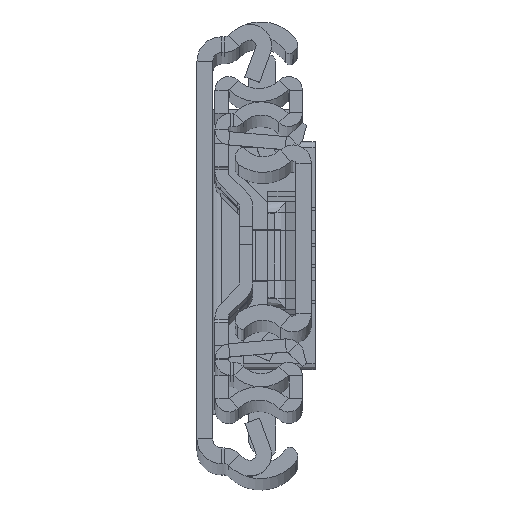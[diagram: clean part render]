
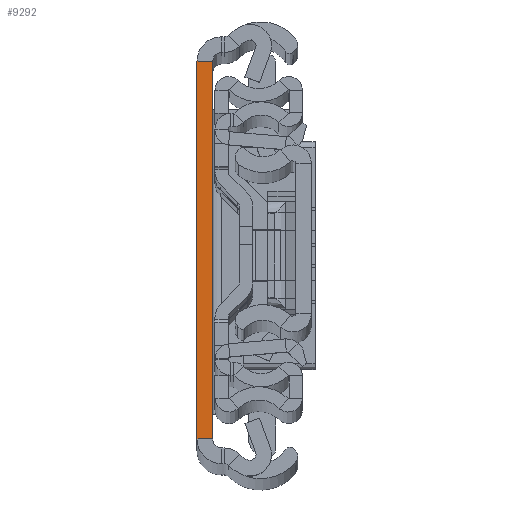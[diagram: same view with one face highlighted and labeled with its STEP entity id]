
A CAD part, top view. The second image highlights one B-rep face of the part: STEP entity #9292.
In plain terms, the highlighted planar face has unit normal (0, 0, 1).
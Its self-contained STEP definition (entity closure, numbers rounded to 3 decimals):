
#955 = ORIENTED_EDGE ( 'NONE', *, *, #10822, .T. ) ;
#1236 = DIRECTION ( 'NONE',  ( 0., 1., 0. ) ) ;
#1277 = VERTEX_POINT ( 'NONE', #12674 ) ;
#1732 = LINE ( 'NONE', #3270, #8745 ) ;
#1869 = ORIENTED_EDGE ( 'NONE', *, *, #16853, .F. ) ;
#3270 = CARTESIAN_POINT ( 'NONE',  ( 2.6, 31.5, 0. ) ) ;
#3987 = FACE_OUTER_BOUND ( 'NONE', #13205, .T. ) ;
#4651 = EDGE_CURVE ( 'NONE', #15727, #1277, #1732, .T. ) ;
#4841 = CARTESIAN_POINT ( 'NONE',  ( 0., 31.5, 0. ) ) ;
#5294 = LINE ( 'NONE', #11074, #7331 ) ;
#5483 = CARTESIAN_POINT ( 'NONE',  ( 2.6, -31.5, 0. ) ) ;
#6956 = VERTEX_POINT ( 'NONE', #8456 ) ;
#7139 = AXIS2_PLACEMENT_3D ( 'NONE', #9499, #16615, #15262 ) ;
#7331 = VECTOR ( 'NONE', #1236, 1000. ) ;
#7612 = CARTESIAN_POINT ( 'NONE',  ( 0., -31.5, 0. ) ) ;
#7717 = VERTEX_POINT ( 'NONE', #9581 ) ;
#8320 = PLANE ( 'NONE',  #7139 ) ;
#8456 = CARTESIAN_POINT ( 'NONE',  ( 0., -31.5, 0. ) ) ;
#8745 = VECTOR ( 'NONE', #11505, 1000. ) ;
#9292 = ADVANCED_FACE ( 'NONE', ( #3987 ), #8320, .F. ) ;
#9499 = CARTESIAN_POINT ( 'NONE',  ( 2.6, -31.5, 0. ) ) ;
#9581 = CARTESIAN_POINT ( 'NONE',  ( 2.6, -31.5, 0. ) ) ;
#10580 = VECTOR ( 'NONE', #13108, 1000. ) ;
#10750 = ORIENTED_EDGE ( 'NONE', *, *, #14084, .T. ) ;
#10822 = EDGE_CURVE ( 'NONE', #6956, #7717, #16597, .T. ) ;
#11074 = CARTESIAN_POINT ( 'NONE',  ( 2.6, -31.5, 0. ) ) ;
#11089 = DIRECTION ( 'NONE',  ( 1., 0., 0. ) ) ;
#11505 = DIRECTION ( 'NONE',  ( 1., 0., 0. ) ) ;
#12674 = CARTESIAN_POINT ( 'NONE',  ( 2.6, 31.5, 0. ) ) ;
#13108 = DIRECTION ( 'NONE',  ( 0., 1., 0. ) ) ;
#13205 = EDGE_LOOP ( 'NONE', ( #17704, #1869, #955, #10750 ) ) ;
#14084 = EDGE_CURVE ( 'NONE', #7717, #1277, #5294, .T. ) ;
#14474 = LINE ( 'NONE', #7612, #10580 ) ;
#14631 = VECTOR ( 'NONE', #11089, 1000. ) ;
#15262 = DIRECTION ( 'NONE',  ( 0., 1., 0. ) ) ;
#15727 = VERTEX_POINT ( 'NONE', #4841 ) ;
#16597 = LINE ( 'NONE', #5483, #14631 ) ;
#16615 = DIRECTION ( 'NONE',  ( 0., 0., -1. ) ) ;
#16853 = EDGE_CURVE ( 'NONE', #6956, #15727, #14474, .T. ) ;
#17704 = ORIENTED_EDGE ( 'NONE', *, *, #4651, .F. ) ;
